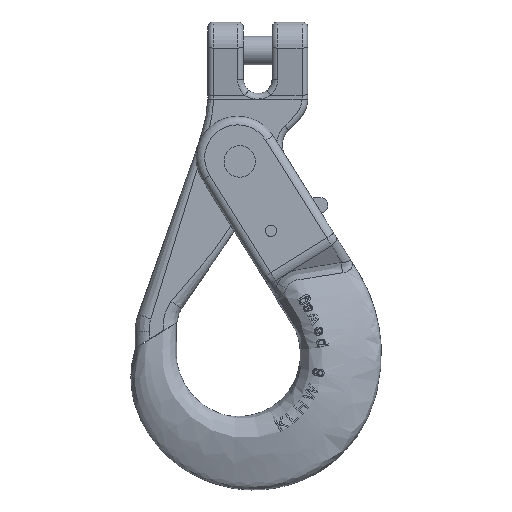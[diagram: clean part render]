
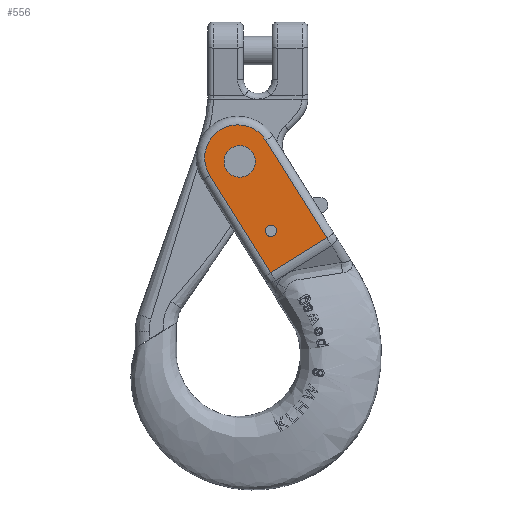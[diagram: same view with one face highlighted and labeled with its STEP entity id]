
A CAD part, top view. The second image highlights one B-rep face of the part: STEP entity #556.
In plain terms, the highlighted planar face has unit normal (0, 0, 1).
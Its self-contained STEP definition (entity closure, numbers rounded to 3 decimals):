
#298=FACE_BOUND('',#1298,.T.);
#299=FACE_BOUND('',#1299,.T.);
#349=PLANE('',#6002);
#556=ADVANCED_FACE('',(#298,#299,#940),#349,.F.);
#940=FACE_OUTER_BOUND('',#1300,.T.);
#1298=EDGE_LOOP('',(#2751));
#1299=EDGE_LOOP('',(#2752));
#1300=EDGE_LOOP('',(#2753,#2754,#2755,#2756));
#1627=CIRCLE('',#5990,5.5);
#1629=CIRCLE('',#5993,2.);
#1633=CIRCLE('',#6001,11.552);
#2751=ORIENTED_EDGE('',*,*,#4704,.T.);
#2752=ORIENTED_EDGE('',*,*,#4702,.T.);
#2753=ORIENTED_EDGE('',*,*,#4731,.T.);
#2754=ORIENTED_EDGE('',*,*,#4732,.T.);
#2755=ORIENTED_EDGE('',*,*,#4733,.T.);
#2756=ORIENTED_EDGE('',*,*,#4734,.T.);
#4080=VERTEX_POINT('',#11768);
#4082=VERTEX_POINT('',#11773);
#4104=VERTEX_POINT('',#11915);
#4105=VERTEX_POINT('',#11916);
#4106=VERTEX_POINT('',#11918);
#4107=VERTEX_POINT('',#11920);
#4702=EDGE_CURVE('',#4080,#4080,#1627,.T.);
#4704=EDGE_CURVE('',#4082,#4082,#1629,.T.);
#4731=EDGE_CURVE('',#4104,#4105,#5260,.T.);
#4732=EDGE_CURVE('',#4105,#4106,#5261,.T.);
#4733=EDGE_CURVE('',#4106,#4107,#1633,.T.);
#4734=EDGE_CURVE('',#4107,#4104,#5262,.T.);
#5260=LINE('',#11914,#5540);
#5261=LINE('',#11917,#5541);
#5262=LINE('',#11921,#5542);
#5540=VECTOR('',#6630,1.);
#5541=VECTOR('',#6631,1.);
#5542=VECTOR('',#6634,1.);
#5990=AXIS2_PLACEMENT_3D('',#11767,#6596,#6597);
#5993=AXIS2_PLACEMENT_3D('',#11772,#6602,#6603);
#6001=AXIS2_PLACEMENT_3D('',#11919,#6632,#6633);
#6002=AXIS2_PLACEMENT_3D('',#11922,#6635,#6636);
#6596=DIRECTION('',(0.,0.,-1.));
#6597=DIRECTION('',(-1.,0.,0.));
#6602=DIRECTION('',(0.,0.,-1.));
#6603=DIRECTION('',(-1.,0.,0.));
#6630=DIRECTION('',(0.848,0.53,0.));
#6631=DIRECTION('',(-0.53,0.848,0.));
#6632=DIRECTION('',(0.,0.,1.));
#6633=DIRECTION('',(-1.,0.,0.));
#6634=DIRECTION('',(0.53,-0.848,0.));
#6635=DIRECTION('',(0.,0.,-1.));
#6636=DIRECTION('',(-1.,0.,0.));
#11767=CARTESIAN_POINT('',(0.508,67.5,12.5));
#11768=CARTESIAN_POINT('',(-4.992,67.5,12.5));
#11772=CARTESIAN_POINT('',(11.423,43.238,12.5));
#11773=CARTESIAN_POINT('',(9.423,43.238,12.5));
#11914=CARTESIAN_POINT('',(-9.638,15.425,12.5));
#11915=CARTESIAN_POINT('',(11.308,28.514,12.5));
#11916=CARTESIAN_POINT('',(30.901,40.757,12.5));
#11917=CARTESIAN_POINT('',(40.54,25.332,12.5));
#11918=CARTESIAN_POINT('',(9.585,74.87,12.5));
#11919=CARTESIAN_POINT('',(-0.211,68.748,12.5));
#11920=CARTESIAN_POINT('',(-10.008,62.627,12.5));
#11921=CARTESIAN_POINT('',(20.947,13.089,12.5));
#11922=CARTESIAN_POINT('',(0.,0.,12.5));
